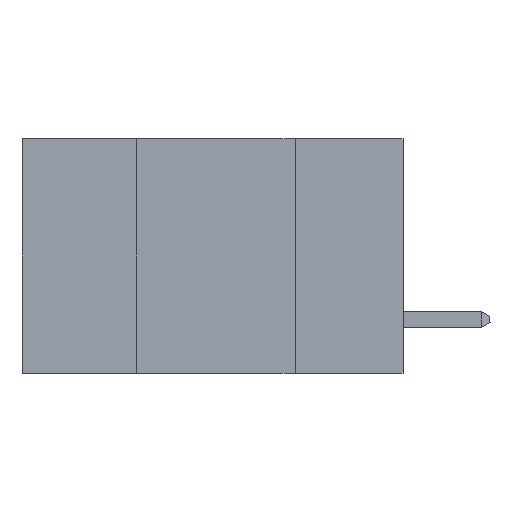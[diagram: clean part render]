
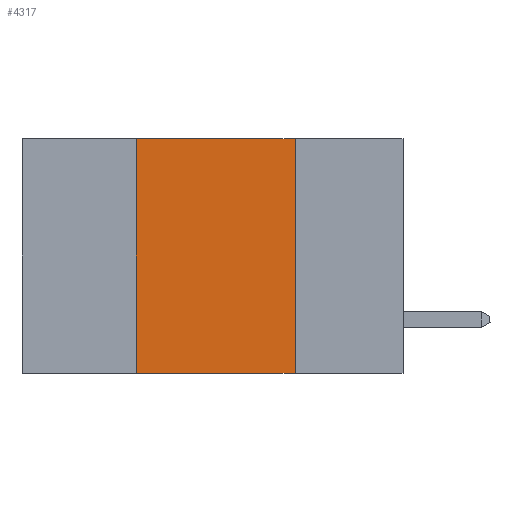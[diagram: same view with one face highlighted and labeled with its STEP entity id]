
A CAD part, left-side view. The second image highlights one B-rep face of the part: STEP entity #4317.
In plain terms, the highlighted planar face has unit normal (-1, 0, 0).
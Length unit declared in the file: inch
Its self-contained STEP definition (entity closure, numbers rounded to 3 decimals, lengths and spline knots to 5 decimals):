
#126 = EDGE_CURVE ( 'NONE', #4277, #8305, #2455, .T. ) ;
#588 = CARTESIAN_POINT ( 'NONE',  ( 0., 0.17, -0.37 ) ) ;
#749 = CARTESIAN_POINT ( 'NONE',  ( 0., 0.6, 0. ) ) ;
#866 = ORIENTED_EDGE ( 'NONE', *, *, #1428, .F. ) ;
#1417 = DIRECTION ( 'NONE',  ( 0., 0., 1. ) ) ;
#1428 = EDGE_CURVE ( 'NONE', #8305, #13233, #6515, .T. ) ;
#1918 = LINE ( 'NONE', #4644, #3416 ) ;
#2455 = LINE ( 'NONE', #6764, #7232 ) ;
#3352 = VERTEX_POINT ( 'NONE', #588 ) ;
#3416 = VECTOR ( 'NONE', #11196, 39.37008 ) ;
#3899 = DIRECTION ( 'NONE',  ( 0., 0., -1. ) ) ;
#4197 = EDGE_CURVE ( 'NONE', #13233, #3352, #1918, .T. ) ;
#4277 = VERTEX_POINT ( 'NONE', #9256 ) ;
#4317 = ADVANCED_FACE ( 'NONE', ( #9171 ), #13582, .F. ) ;
#4644 = CARTESIAN_POINT ( 'NONE',  ( 0., 0.17, 0. ) ) ;
#4750 = CARTESIAN_POINT ( 'NONE',  ( 0., 0.6, -0.37 ) ) ;
#5808 = CARTESIAN_POINT ( 'NONE',  ( 0., 0.17, 0. ) ) ;
#6131 = CARTESIAN_POINT ( 'NONE',  ( 0., 0.42, 0. ) ) ;
#6515 = LINE ( 'NONE', #9430, #7696 ) ;
#6764 = CARTESIAN_POINT ( 'NONE',  ( 0., 0.42, 0. ) ) ;
#7232 = VECTOR ( 'NONE', #1417, 39.37008 ) ;
#7696 = VECTOR ( 'NONE', #8507, 39.37008 ) ;
#7889 = VECTOR ( 'NONE', #12375, 39.37008 ) ;
#8305 = VERTEX_POINT ( 'NONE', #6131 ) ;
#8507 = DIRECTION ( 'NONE',  ( 0., -1., 0. ) ) ;
#9171 = FACE_OUTER_BOUND ( 'NONE', #11897, .T. ) ;
#9192 = ORIENTED_EDGE ( 'NONE', *, *, #126, .F. ) ;
#9256 = CARTESIAN_POINT ( 'NONE',  ( 0., 0.42, -0.37 ) ) ;
#9430 = CARTESIAN_POINT ( 'NONE',  ( 0., 0.6, 0. ) ) ;
#10086 = AXIS2_PLACEMENT_3D ( 'NONE', #749, #13489, #3899 ) ;
#10636 = EDGE_CURVE ( 'NONE', #4277, #3352, #11855, .T. ) ;
#11175 = ORIENTED_EDGE ( 'NONE', *, *, #10636, .T. ) ;
#11196 = DIRECTION ( 'NONE',  ( 0., 0., -1. ) ) ;
#11406 = ORIENTED_EDGE ( 'NONE', *, *, #4197, .F. ) ;
#11855 = LINE ( 'NONE', #4750, #7889 ) ;
#11897 = EDGE_LOOP ( 'NONE', ( #11406, #866, #9192, #11175 ) ) ;
#12375 = DIRECTION ( 'NONE',  ( 0., -1., 0. ) ) ;
#13233 = VERTEX_POINT ( 'NONE', #5808 ) ;
#13489 = DIRECTION ( 'NONE',  ( 1., 0., 0. ) ) ;
#13582 = PLANE ( 'NONE',  #10086 ) ;
